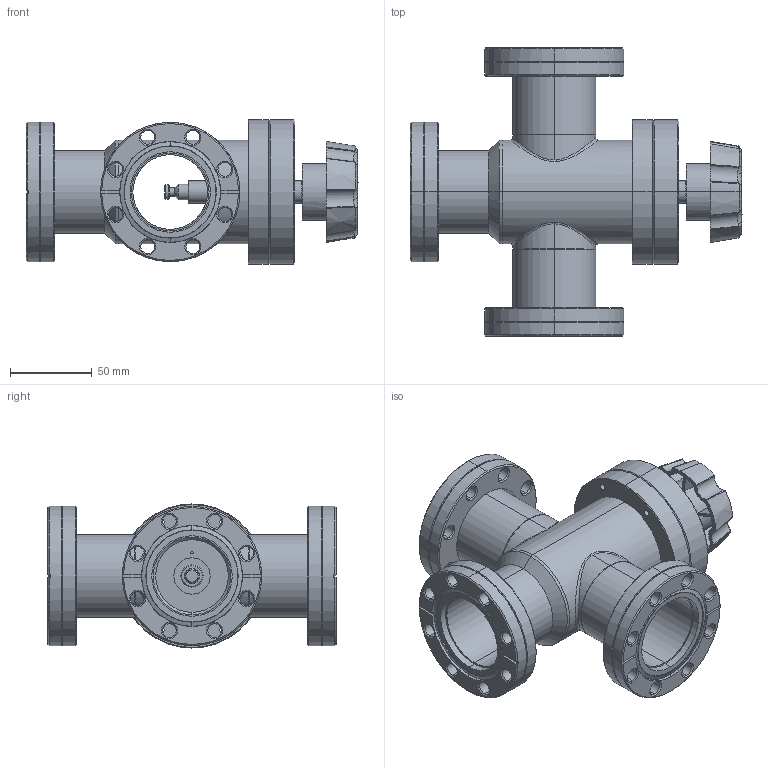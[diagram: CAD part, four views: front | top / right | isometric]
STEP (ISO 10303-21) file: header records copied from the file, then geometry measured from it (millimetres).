
FILE_DESCRIPTION (( 'STEP AP214' ), '1' );
FILE_NAME ('T-2000-H-CF_TEE_VALVE_MANUAL.STEP', '2020-04-29T07:15:07', ( 'admin' ), ( 'Microsoft' ), 'SwSTEP 2.0', 'SolidWorks 2016', '' );
FILE_SCHEMA (( 'AUTOMOTIVE_DESIGN' ));
Length unit declared in the file: inch
Products named in the file (1): T-2000-H-CF_TEE_VALVE_MANUAL
Bounding box: 203.25 x 176.58 x 88.27 mm (x, y, z)
Volume: 427152.4 mm3; surface area: 212546.3 mm2
Topology: 16 solids, 16 shells, 576 faces, 1387 edges, 867 vertices
Faces by surface type: cylinder 232, cone 201, plane 113, bspline 30
Entity records: 21702 total; most frequent: CARTESIAN_POINT 7862, DIRECTION 2932, ORIENTED_EDGE 2774, EDGE_CURVE 1387, AXIS2_PLACEMENT_3D 1220, VERTEX_POINT 867, EDGE_LOOP 706, CIRCLE 673
